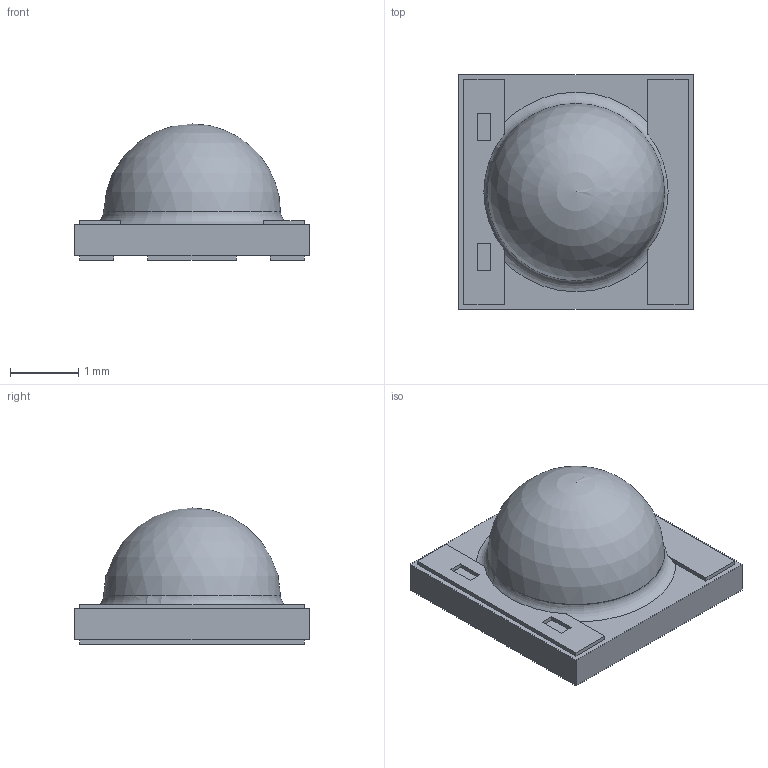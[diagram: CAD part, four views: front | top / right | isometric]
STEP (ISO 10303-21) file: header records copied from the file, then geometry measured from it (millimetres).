
FILE_DESCRIPTION( ( 'Unknown' ), '1' );
FILE_NAME( 'WL-SUMW_153353xx74500.stp', 'Unknown', ( 'Unknown' ), ( 'Unknown' ), 'PSStep 18.0.17', 'Unknown', ' ' );
FILE_SCHEMA( ( 'AUTOMOTIVE_DESIGN { 1 0 10303 214 1 1 1 1 }' ) );
Length unit declared in the file: millimetre
Products named in the file (9): Assem1; body; contact; LED; platte; dome
Assembly tree (8 placements, depth 2):
  Assem1
    body
    contact
    contact
    contact
    LED
    LED
    platte
    dome
Bounding box: 3.45 x 3.45 x 2 mm (x, y, z)
Volume: 11.8 mm3; surface area: 96.8 mm2
Topology: 8 solids, 8 shells, 101 faces, 238 edges, 158 vertices
Faces by surface type: plane 90, torus 5, cylinder 4, cone 1, sphere 1
Full cylindrical faces by diameter (mm): 0.15 x4
Entity records: 3724 total; most frequent: CARTESIAN_POINT 517, DIRECTION 452, ORIENTED_EDGE 438, EDGE_CURVE 219, LINE 190, VECTOR 190, VERTEX_POINT 152, AXIS2_PLACEMENT_3D 131
